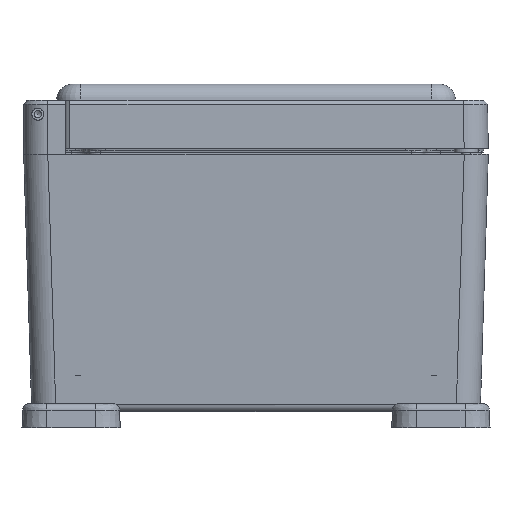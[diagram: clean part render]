
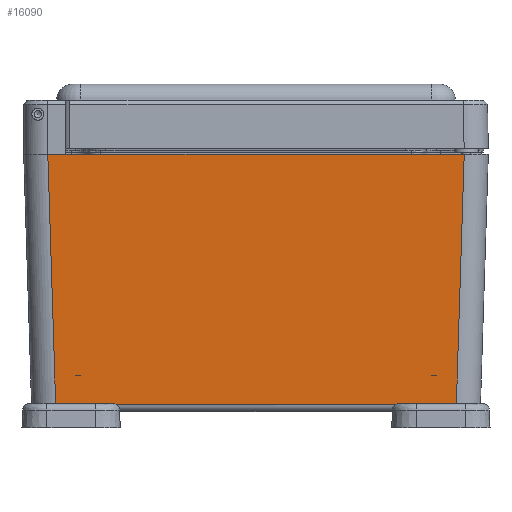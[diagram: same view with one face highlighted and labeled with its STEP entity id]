
A CAD part, left-side view. The second image highlights one B-rep face of the part: STEP entity #16090.
In plain terms, the highlighted planar face has unit normal (-1, 0, -0.031).
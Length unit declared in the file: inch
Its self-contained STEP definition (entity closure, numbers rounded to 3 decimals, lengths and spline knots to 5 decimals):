
#2477 = DIRECTION ( 'NONE',  ( -1., 0., -0.031 ) ) ;
#4991 = CARTESIAN_POINT ( 'NONE',  ( -4.39596, 2.97074, -2.29944 ) ) ;
#5556 = AXIS2_PLACEMENT_3D ( 'NONE', #68986, #2477, #50140 ) ;
#7842 = ORIENTED_EDGE ( 'NONE', *, *, #30990, .T. ) ;
#9429 = DIRECTION ( 'NONE',  ( 0., 1., 0. ) ) ;
#9529 = CARTESIAN_POINT ( 'NONE',  ( -4.51786, 3.09264, 1.57949 ) ) ;
#12450 = ORIENTED_EDGE ( 'NONE', *, *, #46709, .F. ) ;
#12599 = CARTESIAN_POINT ( 'NONE',  ( -4.39596, -3.25599, -2.29944 ) ) ;
#15093 = EDGE_CURVE ( 'NONE', #60986, #62132, #50958, .T. ) ;
#15349 = CARTESIAN_POINT ( 'NONE',  ( -4.14286, 3.09245, 1.57949 ) ) ;
#15621 = DIRECTION ( 'NONE',  ( 1., 0., 0. ) ) ;
#16090 = ADVANCED_FACE ( 'NONE', ( #30813 ), #50908, .T. ) ;
#16248 = ORIENTED_EDGE ( 'NONE', *, *, #15093, .F. ) ;
#18090 = EDGE_CURVE ( 'NONE', #62132, #66229, #64390, .T. ) ;
#19864 = LINE ( 'NONE', #63176, #69634 ) ;
#20678 = CARTESIAN_POINT ( 'NONE',  ( -4.38811, -3.24814, -2.5494 ) ) ;
#21815 = DIRECTION ( 'NONE',  ( 0., 1., 0. ) ) ;
#22752 = CARTESIAN_POINT ( 'NONE',  ( -4.51786, 3.09264, 1.57949 ) ) ;
#23443 = CARTESIAN_POINT ( 'NONE',  ( -4.51786, 3.09245, 1.57949 ) ) ;
#26889 = ORIENTED_EDGE ( 'NONE', *, *, #69462, .T. ) ;
#29720 = VERTEX_POINT ( 'NONE', #22752 ) ;
#30289 = VECTOR ( 'NONE', #43489, 39.37008 ) ;
#30813 = FACE_OUTER_BOUND ( 'NONE', #53903, .T. ) ;
#30990 = EDGE_CURVE ( 'NONE', #63339, #35970, #49563, .T. ) ;
#32313 = VECTOR ( 'NONE', #71482, 39.37008 ) ;
#35970 = VERTEX_POINT ( 'NONE', #23443 ) ;
#39811 = CARTESIAN_POINT ( 'NONE',  ( -4.51786, -3.627, 1.57949 ) ) ;
#40027 = CARTESIAN_POINT ( 'NONE',  ( -4.51786, 2.8112, 1.57949 ) ) ;
#41405 = DIRECTION ( 'NONE',  ( 0.031, -0.031, -0.999 ) ) ;
#43489 = DIRECTION ( 'NONE',  ( 0.031, 0.031, -0.999 ) ) ;
#46709 = EDGE_CURVE ( 'NONE', #29720, #35970, #48111, .T. ) ;
#47231 = VECTOR ( 'NONE', #41405, 39.37008 ) ;
#48111 = CIRCLE ( 'NONE', #64598, 0.375 ) ;
#49563 = LINE ( 'NONE', #39811, #66518 ) ;
#49614 = ORIENTED_EDGE ( 'NONE', *, *, #18090, .F. ) ;
#50009 = LINE ( 'NONE', #9529, #47231 ) ;
#50140 = DIRECTION ( 'NONE',  ( -0.031, 0., 1. ) ) ;
#50908 = PLANE ( 'NONE',  #5556 ) ;
#50958 = LINE ( 'NONE', #20678, #30289 ) ;
#53903 = EDGE_LOOP ( 'NONE', ( #12450, #59261, #49614, #16248, #26889, #7842 ) ) ;
#59261 = ORIENTED_EDGE ( 'NONE', *, *, #63655, .T. ) ;
#60986 = VERTEX_POINT ( 'NONE', #72338 ) ;
#62132 = VERTEX_POINT ( 'NONE', #12599 ) ;
#63176 = CARTESIAN_POINT ( 'NONE',  ( -4.51786, -3.627, 1.57949 ) ) ;
#63339 = VERTEX_POINT ( 'NONE', #40027 ) ;
#63655 = EDGE_CURVE ( 'NONE', #29720, #66229, #50009, .T. ) ;
#64390 = LINE ( 'NONE', #70198, #32313 ) ;
#64598 = AXIS2_PLACEMENT_3D ( 'NONE', #15349, #75431, #15621 ) ;
#66229 = VERTEX_POINT ( 'NONE', #4991 ) ;
#66518 = VECTOR ( 'NONE', #21815, 39.37008 ) ;
#68986 = CARTESIAN_POINT ( 'NONE',  ( -4.39216, -3.627, -2.42051 ) ) ;
#69462 = EDGE_CURVE ( 'NONE', #60986, #63339, #19864, .T. ) ;
#69634 = VECTOR ( 'NONE', #9429, 39.37008 ) ;
#70198 = CARTESIAN_POINT ( 'NONE',  ( -4.39596, -1.88481, -2.29944 ) ) ;
#71482 = DIRECTION ( 'NONE',  ( 0., 1., 0. ) ) ;
#72338 = CARTESIAN_POINT ( 'NONE',  ( -4.51786, -3.37789, 1.57949 ) ) ;
#75431 = DIRECTION ( 'NONE',  ( 0., 0., 1. ) ) ;
